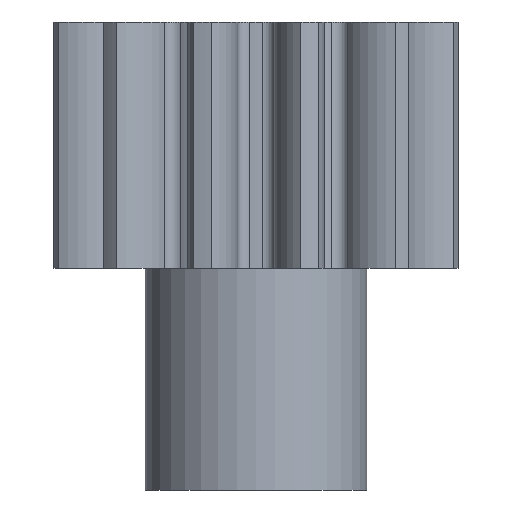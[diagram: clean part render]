
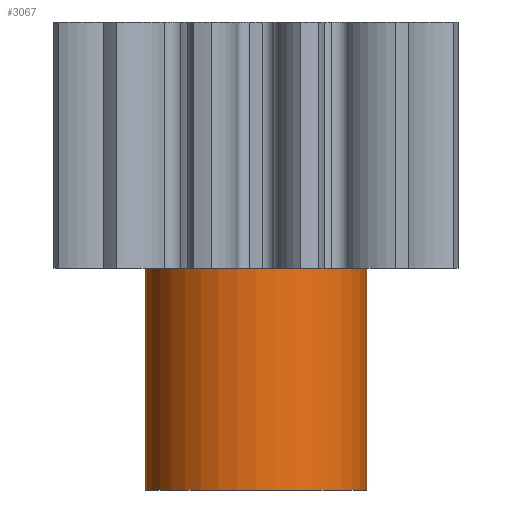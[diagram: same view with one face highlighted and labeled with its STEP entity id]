
A CAD part, front view. The second image highlights one B-rep face of the part: STEP entity #3067.
In plain terms, the highlighted cylindrical face has radius 4.5 mm (diameter 9 mm), a partial arc.
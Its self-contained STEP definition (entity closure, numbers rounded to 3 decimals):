
#148 = EDGE_CURVE ( 'NONE', #3106, #3108, #1315, .T. ) ;
#1056 = ORIENTED_EDGE ( 'NONE', *, *, #148, .F. ) ;
#1293 = DIRECTION ( 'NONE',  ( 1., 0., 0. ) ) ;
#1294 = DIRECTION ( 'NONE',  ( 0., 0., 1. ) ) ;
#1300 = CARTESIAN_POINT ( 'NONE',  ( 0., 0., 0. ) ) ;
#1302 = AXIS2_PLACEMENT_3D ( 'NONE', #1300, #1294, #1293 ) ;
#1315 = CIRCLE ( 'NONE', #1302, 4.5 ) ;
#2700 = FACE_OUTER_BOUND ( 'NONE', #3156, .T. ) ;
#2793 = DIRECTION ( 'NONE',  ( 1., 0., 0. ) ) ;
#2794 = DIRECTION ( 'NONE',  ( 0., 0., 1. ) ) ;
#2795 = CARTESIAN_POINT ( 'NONE',  ( 0., 0., -9. ) ) ;
#2804 = AXIS2_PLACEMENT_3D ( 'NONE', #2795, #2794, #2793 ) ;
#2809 = CYLINDRICAL_SURFACE ( 'NONE', #2804, 4.5 ) ;
#2853 = DIRECTION ( 'NONE',  ( 1., 0., 0. ) ) ;
#2854 = DIRECTION ( 'NONE',  ( 0., 0., 1. ) ) ;
#2855 = CARTESIAN_POINT ( 'NONE',  ( 0., 0., -9. ) ) ;
#2856 = AXIS2_PLACEMENT_3D ( 'NONE', #2855, #2854, #2853 ) ;
#2857 = CIRCLE ( 'NONE', #2856, 4.5 ) ;
#2858 = LINE ( 'NONE', #2913, #2912 ) ;
#2865 = CARTESIAN_POINT ( 'NONE',  ( 4.5, 0., -9. ) ) ;
#2900 = CARTESIAN_POINT ( 'NONE',  ( 4.5, 0., 0. ) ) ;
#2911 = DIRECTION ( 'NONE',  ( 0., 0., 1. ) ) ;
#2912 = VECTOR ( 'NONE', #2911, 1000. ) ;
#2913 = CARTESIAN_POINT ( 'NONE',  ( -4.5, 0., -9. ) ) ;
#2915 = CARTESIAN_POINT ( 'NONE',  ( -4.5, 0., 0. ) ) ;
#2971 = CARTESIAN_POINT ( 'NONE',  ( -4.5, 0., -9. ) ) ;
#3044 = DIRECTION ( 'NONE',  ( 0., 0., 1. ) ) ;
#3045 = VECTOR ( 'NONE', #3044, 1000. ) ;
#3046 = CARTESIAN_POINT ( 'NONE',  ( 4.5, 0., -9. ) ) ;
#3055 = LINE ( 'NONE', #3046, #3045 ) ;
#3067 = ADVANCED_FACE ( 'NONE', ( #2700 ), #2809, .T. ) ;
#3090 = EDGE_CURVE ( 'NONE', #3132, #3101, #2857, .T. ) ;
#3093 = EDGE_CURVE ( 'NONE', #3132, #3106, #2858, .T. ) ;
#3097 = ORIENTED_EDGE ( 'NONE', *, *, #3093, .F. ) ;
#3098 = ORIENTED_EDGE ( 'NONE', *, *, #3149, .T. ) ;
#3101 = VERTEX_POINT ( 'NONE', #2865 ) ;
#3106 = VERTEX_POINT ( 'NONE', #2915 ) ;
#3108 = VERTEX_POINT ( 'NONE', #2900 ) ;
#3123 = ORIENTED_EDGE ( 'NONE', *, *, #3090, .T. ) ;
#3132 = VERTEX_POINT ( 'NONE', #2971 ) ;
#3149 = EDGE_CURVE ( 'NONE', #3101, #3108, #3055, .T. ) ;
#3156 = EDGE_LOOP ( 'NONE', ( #3097, #3123, #3098, #1056 ) ) ;
